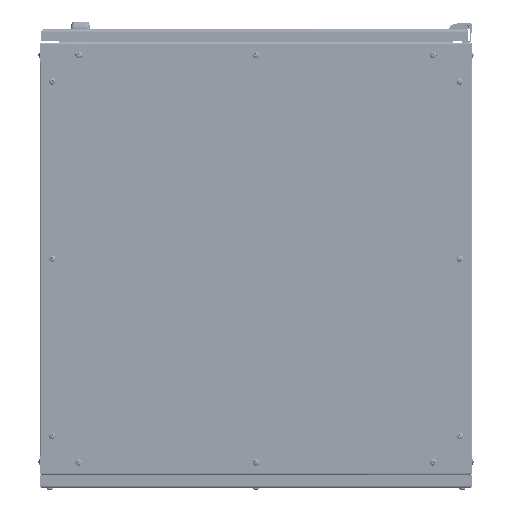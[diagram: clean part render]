
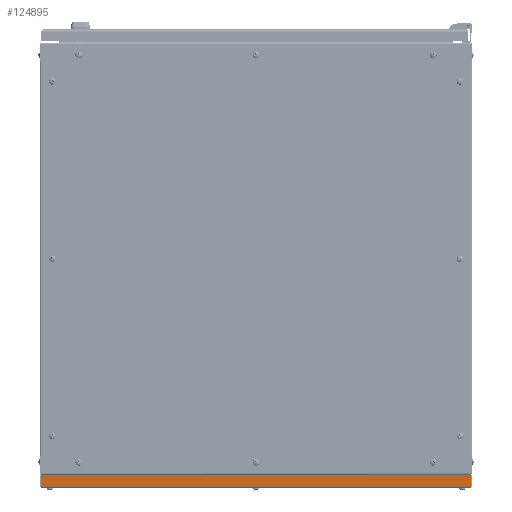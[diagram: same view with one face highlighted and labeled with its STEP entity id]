
A CAD part, front view. The second image highlights one B-rep face of the part: STEP entity #124895.
In plain terms, the highlighted planar face has unit normal (0, -1, 0).
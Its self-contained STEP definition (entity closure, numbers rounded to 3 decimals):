
#2914 = EDGE_CURVE ( 'NONE', #39488, #44557, #43934, .T. ) ;
#3094 = ORIENTED_EDGE ( 'NONE', *, *, #39033, .F. ) ;
#7037 = EDGE_CURVE ( 'NONE', #172530, #176888, #160764, .T. ) ;
#7530 = ORIENTED_EDGE ( 'NONE', *, *, #7037, .T. ) ;
#16232 = CARTESIAN_POINT ( 'NONE',  ( 0., 0., 23. ) ) ;
#18929 = VECTOR ( 'NONE', #22071, 1000. ) ;
#22071 = DIRECTION ( 'NONE',  ( -1., 0., 0. ) ) ;
#26357 = DIRECTION ( 'NONE',  ( 0., 1., 0. ) ) ;
#35727 = DIRECTION ( 'NONE',  ( 0., 0., 1. ) ) ;
#39033 = EDGE_CURVE ( 'NONE', #172530, #39488, #63459, .T. ) ;
#39488 = VERTEX_POINT ( 'NONE', #118296 ) ;
#40356 = CARTESIAN_POINT ( 'NONE',  ( 1.141, 0., 1. ) ) ;
#41913 = CARTESIAN_POINT ( 'NONE',  ( 798.859, 0., 23. ) ) ;
#43934 = LINE ( 'NONE', #40356, #159748 ) ;
#44557 = VERTEX_POINT ( 'NONE', #122263 ) ;
#51607 = CARTESIAN_POINT ( 'NONE',  ( 0., 0., 0. ) ) ;
#51848 = CARTESIAN_POINT ( 'NONE',  ( 798.859, 0., 1. ) ) ;
#54268 = ORIENTED_EDGE ( 'NONE', *, *, #85907, .T. ) ;
#63459 = LINE ( 'NONE', #87884, #18929 ) ;
#67162 = VECTOR ( 'NONE', #71177, 1000. ) ;
#70355 = ORIENTED_EDGE ( 'NONE', *, *, #2914, .F. ) ;
#71177 = DIRECTION ( 'NONE',  ( -1., 0., 0. ) ) ;
#85907 = EDGE_CURVE ( 'NONE', #176888, #44557, #139541, .T. ) ;
#87884 = CARTESIAN_POINT ( 'NONE',  ( 0., 0., 1. ) ) ;
#94963 = EDGE_LOOP ( 'NONE', ( #3094, #7530, #54268, #70355 ) ) ;
#105800 = AXIS2_PLACEMENT_3D ( 'NONE', #51607, #26357, #106500 ) ;
#106500 = DIRECTION ( 'NONE',  ( 0., 0., 1. ) ) ;
#118242 = PLANE ( 'NONE',  #105800 ) ;
#118296 = CARTESIAN_POINT ( 'NONE',  ( 1.141, 0., 1. ) ) ;
#122263 = CARTESIAN_POINT ( 'NONE',  ( 1.141, 0., 23. ) ) ;
#123114 = VECTOR ( 'NONE', #35727, 1000. ) ;
#124895 = ADVANCED_FACE ( 'NONE', ( #148799 ), #118242, .F. ) ;
#139541 = LINE ( 'NONE', #16232, #67162 ) ;
#148799 = FACE_OUTER_BOUND ( 'NONE', #94963, .T. ) ;
#153736 = DIRECTION ( 'NONE',  ( 0., 0., 1. ) ) ;
#159748 = VECTOR ( 'NONE', #153736, 1000. ) ;
#160764 = LINE ( 'NONE', #51848, #123114 ) ;
#167664 = CARTESIAN_POINT ( 'NONE',  ( 798.859, 0., 1. ) ) ;
#172530 = VERTEX_POINT ( 'NONE', #167664 ) ;
#176888 = VERTEX_POINT ( 'NONE', #41913 ) ;
